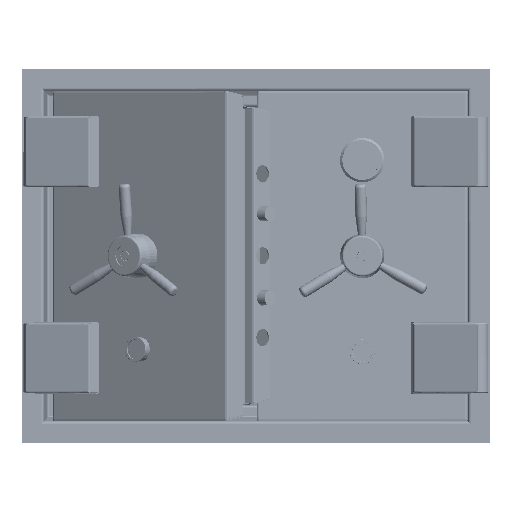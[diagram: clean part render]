
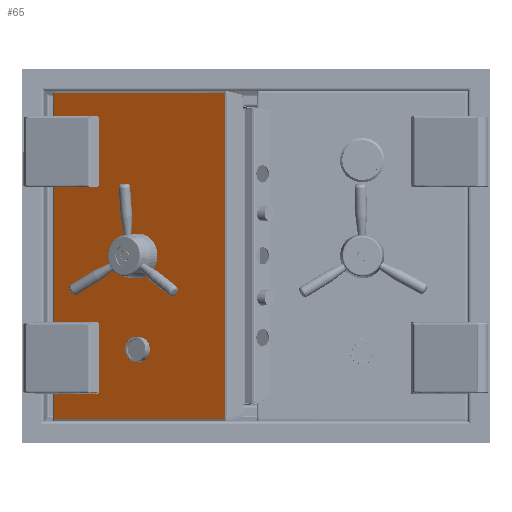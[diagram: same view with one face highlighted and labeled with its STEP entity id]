
A CAD part, top view. The second image highlights one B-rep face of the part: STEP entity #65.
In plain terms, the highlighted free-form (B-spline) face has degree [1, 1] with [2, 2] control points.
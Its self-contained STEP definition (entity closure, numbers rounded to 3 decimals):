
#22 = VERTEX_POINT('',#23);
#23 = CARTESIAN_POINT('',(73.136,16.8,
    23.08));
#41 = VERTEX_POINT('',#42);
#42 = CARTESIAN_POINT('',(73.136,-16.8,
    23.08));
#47 = EDGE_CURVE('',#41,#22,#48,.T.);
#48 = ( BOUNDED_CURVE() B_SPLINE_CURVE(2,(#49,#50,#51,#52,#53),
.UNSPECIFIED.,.F.,.F.) B_SPLINE_CURVE_WITH_KNOTS((3,2,3),(0.,
1.571,3.142),.PIECEWISE_BEZIER_KNOTS.) CURVE() 
GEOMETRIC_REPRESENTATION_ITEM() RATIONAL_B_SPLINE_CURVE((1.,
0.707,1.,0.707,1.)) REPRESENTATION_ITEM('') );
#49 = CARTESIAN_POINT('',(73.136,-16.8,
    23.08));
#50 = CARTESIAN_POINT('',(59.238,-16.8,
    13.641));
#51 = CARTESIAN_POINT('',(59.238,0.,
    13.641));
#52 = CARTESIAN_POINT('',(59.238,16.8,
    13.641));
#53 = CARTESIAN_POINT('',(73.136,16.8,
    23.08));
#65 = ADVANCED_FACE('',(#66,#77,#107,#129,#151),#181,.T.);
#66 = FACE_BOUND('',#67,.T.);
#67 = EDGE_LOOP('',(#68,#76));
#68 = ORIENTED_EDGE('',*,*,#69,.T.);
#69 = EDGE_CURVE('',#22,#41,#70,.T.);
#70 = ( BOUNDED_CURVE() B_SPLINE_CURVE(2,(#71,#72,#73,#74,#75),
.UNSPECIFIED.,.F.,.F.) B_SPLINE_CURVE_WITH_KNOTS((3,2,3),(3.142,
4.712,6.283),.PIECEWISE_BEZIER_KNOTS.) CURVE() 
GEOMETRIC_REPRESENTATION_ITEM() RATIONAL_B_SPLINE_CURVE((1.,
0.707,1.,0.707,1.)) REPRESENTATION_ITEM('') );
#71 = CARTESIAN_POINT('',(73.136,16.8,
    23.08));
#72 = CARTESIAN_POINT('',(87.034,16.8,
    32.518));
#73 = CARTESIAN_POINT('',(87.034,0.,
    32.518));
#74 = CARTESIAN_POINT('',(87.034,-16.8,
    32.518));
#75 = CARTESIAN_POINT('',(73.136,-16.8,
    23.08));
#76 = ORIENTED_EDGE('',*,*,#47,.T.);
#77 = FACE_BOUND('',#78,.T.);
#78 = EDGE_LOOP('',(#79,#88,#95,#102));
#79 = ORIENTED_EDGE('',*,*,#80,.T.);
#80 = EDGE_CURVE('',#81,#83,#85,.T.);
#81 = VERTEX_POINT('',#82);
#82 = CARTESIAN_POINT('',(65.118,-281.078,
    17.634));
#83 = VERTEX_POINT('',#84);
#84 = CARTESIAN_POINT('',(65.118,-235.847,
    17.634));
#85 = B_SPLINE_CURVE_WITH_KNOTS('',1,(#86,#87),.UNSPECIFIED.,.F.,.F.,(2,
    2),(0.,35.),.PIECEWISE_BEZIER_KNOTS.);
#86 = CARTESIAN_POINT('',(65.118,-281.078,
    17.634));
#87 = CARTESIAN_POINT('',(65.118,-235.847,
    17.634));
#88 = ORIENTED_EDGE('',*,*,#89,.T.);
#89 = EDGE_CURVE('',#83,#90,#92,.T.);
#90 = VERTEX_POINT('',#91);
#91 = CARTESIAN_POINT('',(81.154,-235.847,
    28.525));
#92 = B_SPLINE_CURVE_WITH_KNOTS('',1,(#93,#94),.UNSPECIFIED.,.F.,.F.,(2,
    2),(0.,15.),.PIECEWISE_BEZIER_KNOTS.);
#93 = CARTESIAN_POINT('',(65.118,-235.847,
    17.634));
#94 = CARTESIAN_POINT('',(81.154,-235.847,
    28.525));
#95 = ORIENTED_EDGE('',*,*,#96,.T.);
#96 = EDGE_CURVE('',#90,#97,#99,.T.);
#97 = VERTEX_POINT('',#98);
#98 = CARTESIAN_POINT('',(81.154,-281.078,
    28.525));
#99 = B_SPLINE_CURVE_WITH_KNOTS('',1,(#100,#101),.UNSPECIFIED.,.F.,.F.,(
    2,2),(-35.,0.),.PIECEWISE_BEZIER_KNOTS.);
#100 = CARTESIAN_POINT('',(81.154,-235.847,
    28.525));
#101 = CARTESIAN_POINT('',(81.154,-281.078,
    28.525));
#102 = ORIENTED_EDGE('',*,*,#103,.T.);
#103 = EDGE_CURVE('',#97,#81,#104,.T.);
#104 = B_SPLINE_CURVE_WITH_KNOTS('',1,(#105,#106),.UNSPECIFIED.,.F.,.F.,
  (2,2),(-15.,0.),.PIECEWISE_BEZIER_KNOTS.);
#105 = CARTESIAN_POINT('',(81.154,-281.078,
    28.525));
#106 = CARTESIAN_POINT('',(65.118,-281.078,
    17.634));
#107 = FACE_BOUND('',#108,.T.);
#108 = EDGE_LOOP('',(#109,#121));
#109 = ORIENTED_EDGE('',*,*,#110,.T.);
#110 = EDGE_CURVE('',#111,#113,#115,.T.);
#111 = VERTEX_POINT('',#112);
#112 = CARTESIAN_POINT('',(73.136,-282.37,
    23.08));
#113 = VERTEX_POINT('',#114);
#114 = CARTESIAN_POINT('',(73.136,-287.54,
    23.08));
#115 = ( BOUNDED_CURVE() B_SPLINE_CURVE(2,(#116,#117,#118,#119,#120),
.UNSPECIFIED.,.F.,.F.) B_SPLINE_CURVE_WITH_KNOTS((3,2,3),(3.142,
4.712,6.283),.PIECEWISE_BEZIER_KNOTS.) CURVE() 
GEOMETRIC_REPRESENTATION_ITEM() RATIONAL_B_SPLINE_CURVE((1.,
0.707,1.,0.707,1.)) REPRESENTATION_ITEM('') );
#116 = CARTESIAN_POINT('',(73.136,-282.37,
    23.08));
#117 = CARTESIAN_POINT('',(75.274,-282.37,
    24.532));
#118 = CARTESIAN_POINT('',(75.274,-284.955,
    24.532));
#119 = CARTESIAN_POINT('',(75.274,-287.54,
    24.532));
#120 = CARTESIAN_POINT('',(73.136,-287.54,
    23.08));
#121 = ORIENTED_EDGE('',*,*,#122,.T.);
#122 = EDGE_CURVE('',#113,#111,#123,.T.);
#123 = ( BOUNDED_CURVE() B_SPLINE_CURVE(2,(#124,#125,#126,#127,#128),
.UNSPECIFIED.,.F.,.F.) B_SPLINE_CURVE_WITH_KNOTS((3,2,3),(0.,
1.571,3.142),.PIECEWISE_BEZIER_KNOTS.) CURVE() 
GEOMETRIC_REPRESENTATION_ITEM() RATIONAL_B_SPLINE_CURVE((1.,
0.707,1.,0.707,1.)) REPRESENTATION_ITEM('') );
#124 = CARTESIAN_POINT('',(73.136,-287.54,
    23.08));
#125 = CARTESIAN_POINT('',(70.998,-287.54,
    21.628));
#126 = CARTESIAN_POINT('',(70.998,-284.955,
    21.628));
#127 = CARTESIAN_POINT('',(70.998,-282.37,
    21.628));
#128 = CARTESIAN_POINT('',(73.136,-282.37,
    23.08));
#129 = FACE_BOUND('',#130,.T.);
#130 = EDGE_LOOP('',(#131,#143));
#131 = ORIENTED_EDGE('',*,*,#132,.T.);
#132 = EDGE_CURVE('',#133,#135,#137,.T.);
#133 = VERTEX_POINT('',#134);
#134 = CARTESIAN_POINT('',(73.136,-229.386,
    23.08));
#135 = VERTEX_POINT('',#136);
#136 = CARTESIAN_POINT('',(73.136,-234.555,
    23.08));
#137 = ( BOUNDED_CURVE() B_SPLINE_CURVE(2,(#138,#139,#140,#141,#142),
.UNSPECIFIED.,.F.,.F.) B_SPLINE_CURVE_WITH_KNOTS((3,2,3),(3.142,
4.712,6.283),.PIECEWISE_BEZIER_KNOTS.) CURVE() 
GEOMETRIC_REPRESENTATION_ITEM() RATIONAL_B_SPLINE_CURVE((1.,
0.707,1.,0.707,1.)) REPRESENTATION_ITEM('') );
#138 = CARTESIAN_POINT('',(73.136,-229.386,
    23.08));
#139 = CARTESIAN_POINT('',(75.274,-229.386,
    24.532));
#140 = CARTESIAN_POINT('',(75.274,-231.97,
    24.532));
#141 = CARTESIAN_POINT('',(75.274,-234.555,
    24.532));
#142 = CARTESIAN_POINT('',(73.136,-234.555,
    23.08));
#143 = ORIENTED_EDGE('',*,*,#144,.T.);
#144 = EDGE_CURVE('',#135,#133,#145,.T.);
#145 = ( BOUNDED_CURVE() B_SPLINE_CURVE(2,(#146,#147,#148,#149,#150),
.UNSPECIFIED.,.F.,.F.) B_SPLINE_CURVE_WITH_KNOTS((3,2,3),(0.,
1.571,3.142),.PIECEWISE_BEZIER_KNOTS.) CURVE() 
GEOMETRIC_REPRESENTATION_ITEM() RATIONAL_B_SPLINE_CURVE((1.,
0.707,1.,0.707,1.)) REPRESENTATION_ITEM('') );
#146 = CARTESIAN_POINT('',(73.136,-234.555,
    23.08));
#147 = CARTESIAN_POINT('',(70.998,-234.555,
    21.628));
#148 = CARTESIAN_POINT('',(70.998,-231.97,
    21.628));
#149 = CARTESIAN_POINT('',(70.998,-229.386,
    21.628));
#150 = CARTESIAN_POINT('',(73.136,-229.386,
    23.08));
#151 = FACE_BOUND('',#152,.T.);
#152 = EDGE_LOOP('',(#153,#162,#169,#176));
#153 = ORIENTED_EDGE('',*,*,#154,.F.);
#154 = EDGE_CURVE('',#155,#157,#159,.T.);
#155 = VERTEX_POINT('',#156);
#156 = CARTESIAN_POINT('',(-162.036,450.334,
    -136.629));
#157 = VERTEX_POINT('',#158);
#158 = CARTESIAN_POINT('',(309.25,450.334,
    183.429));
#159 = B_SPLINE_CURVE_WITH_KNOTS('',1,(#160,#161),.UNSPECIFIED.,.F.,.F.,
  (2,2),(-219.974,220.856),.PIECEWISE_BEZIER_KNOTS.);
#160 = CARTESIAN_POINT('',(-162.036,450.334,
    -136.629));
#161 = CARTESIAN_POINT('',(309.25,450.334,
    183.429));
#162 = ORIENTED_EDGE('',*,*,#163,.T.);
#163 = EDGE_CURVE('',#155,#164,#166,.T.);
#164 = VERTEX_POINT('',#165);
#165 = CARTESIAN_POINT('',(-162.036,-450.334,
    -136.629));
#166 = B_SPLINE_CURVE_WITH_KNOTS('',1,(#167,#168),.UNSPECIFIED.,.F.,.F.,
  (2,2),(0.,696.942),.PIECEWISE_BEZIER_KNOTS.);
#167 = CARTESIAN_POINT('',(-162.036,450.334,
    -136.629));
#168 = CARTESIAN_POINT('',(-162.036,-450.334,
    -136.629));
#169 = ORIENTED_EDGE('',*,*,#170,.F.);
#170 = EDGE_CURVE('',#171,#164,#173,.T.);
#171 = VERTEX_POINT('',#172);
#172 = CARTESIAN_POINT('',(309.25,-450.334,
    183.429));
#173 = B_SPLINE_CURVE_WITH_KNOTS('',1,(#174,#175),.UNSPECIFIED.,.F.,.F.,
  (2,2),(-220.856,219.974),.PIECEWISE_BEZIER_KNOTS.);
#174 = CARTESIAN_POINT('',(309.25,-450.334,
    183.429));
#175 = CARTESIAN_POINT('',(-162.036,-450.334,
    -136.629));
#176 = ORIENTED_EDGE('',*,*,#177,.T.);
#177 = EDGE_CURVE('',#171,#157,#178,.T.);
#178 = B_SPLINE_CURVE_WITH_KNOTS('',1,(#179,#180),.UNSPECIFIED.,.F.,.F.,
  (2,2),(0.529,697.471),.PIECEWISE_BEZIER_KNOTS.);
#179 = CARTESIAN_POINT('',(309.25,-450.334,
    183.429));
#180 = CARTESIAN_POINT('',(309.25,450.334,
    183.429));
#181 = B_SPLINE_SURFACE_WITH_KNOTS('',1,1,(
    (#182,#183)
    ,(#184,#185
    )),.UNSPECIFIED.,.F.,.F.,.F.,(2,2),(2,2),(-348.471,
    348.471),(-219.974,220.856),
  .PIECEWISE_BEZIER_KNOTS.);
#182 = CARTESIAN_POINT('',(-162.036,450.334,
    -136.629));
#183 = CARTESIAN_POINT('',(309.25,450.334,
    183.429));
#184 = CARTESIAN_POINT('',(-162.036,-450.334,
    -136.629));
#185 = CARTESIAN_POINT('',(309.25,-450.334,
    183.429));
